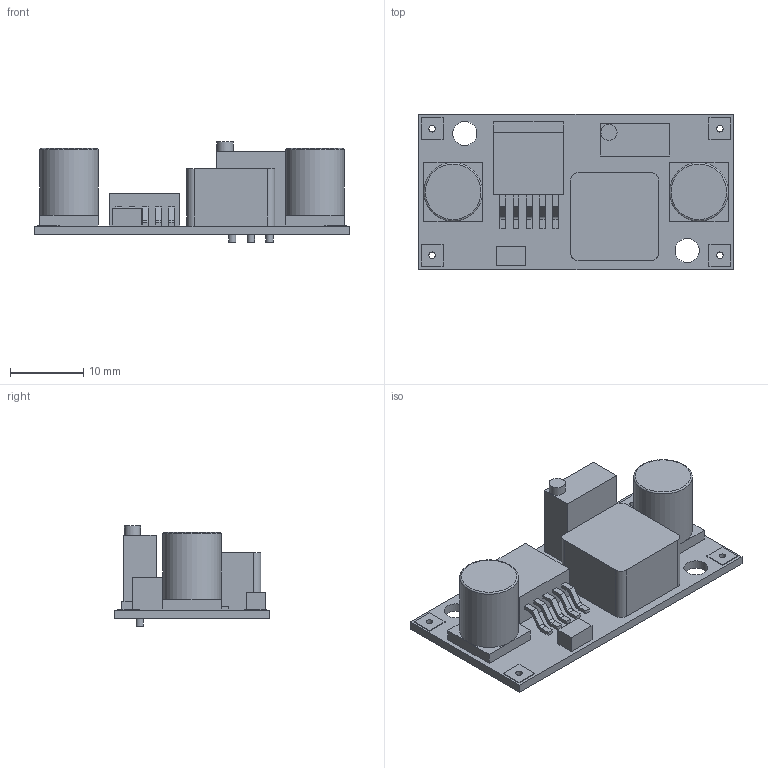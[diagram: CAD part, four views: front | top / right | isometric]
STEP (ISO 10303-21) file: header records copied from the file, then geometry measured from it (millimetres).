
FILE_DESCRIPTION( ( 'Unknown' ), '1' );
FILE_NAME( 'Step Down voltage regulator LM2596.stp', 'Unknown', ( 'Unknown' ), ( 'Unknown' ), 'PSStep 16.0.42', 'Unknown', ' ' );
FILE_SCHEMA( ( 'AUTOMOTIVE_DESIGN { 1 0 10303 214 1 1 1 1 }' ) );
Length unit declared in the file: millimetre
Products named in the file (1): 1
Bounding box: 43 x 21.2 x 13.7 mm (x, y, z)
Volume: 4160 mm3; surface area: 3456.9 mm2
Topology: 1 solids, 1 shells, 145 faces, 375 edges, 246 vertices
Faces by surface type: plane 112, cylinder 31, torus 2
Full cylindrical faces by diameter (mm): 0.9 x4, 1 x3, 2.2 x1, 3.3 x2, 8 x2
Entity records: 5533 total; most frequent: CARTESIAN_POINT 753, DIRECTION 723, ORIENTED_EDGE 722, EDGE_CURVE 361, LINE 291, VECTOR 291, VERTEX_POINT 246, AXIS2_PLACEMENT_3D 216
